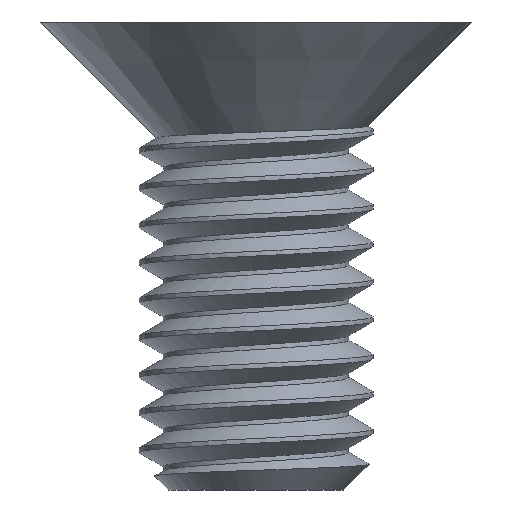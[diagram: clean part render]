
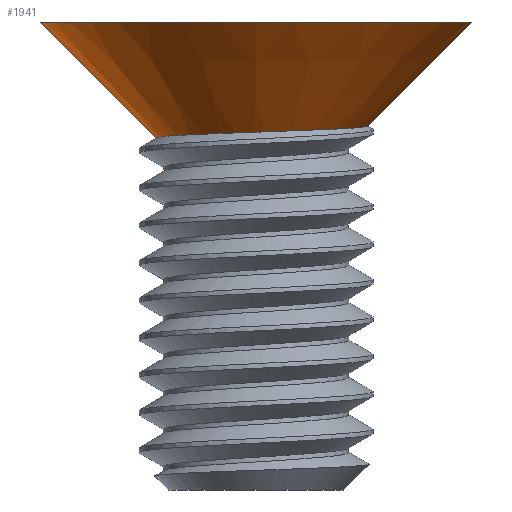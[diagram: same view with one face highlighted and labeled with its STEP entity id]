
A CAD part, left-side view. The second image highlights one B-rep face of the part: STEP entity #1941.
In plain terms, the highlighted conical face has half-angle 45 degrees and reference radius 2.5 mm.
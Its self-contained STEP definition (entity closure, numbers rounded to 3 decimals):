
#1 = CARTESIAN_POINT ( 'NONE',  ( 0., 0., 0.4 ) ) ;
#32 = ORIENTED_EDGE ( 'NONE', *, *, #3493, .F. ) ;
#53 = EDGE_CURVE ( 'NONE', #2562, #2829, #1605, .T. ) ;
#60 = CARTESIAN_POINT ( 'NONE',  ( -2.251, 0.193, 0.14 ) ) ;
#232 = VERTEX_POINT ( 'NONE', #2374 ) ;
#303 = LINE ( 'NONE', #1269, #1706 ) ;
#338 = CARTESIAN_POINT ( 'NONE',  ( -2.013, -1.094, 0.187 ) ) ;
#351 = CARTESIAN_POINT ( 'NONE',  ( -0.585, 2.065, 0.042 ) ) ;
#386 = AXIS2_PLACEMENT_3D ( 'NONE', #1, #2468, #2748 ) ;
#411 = CONICAL_SURFACE ( 'NONE', #386, 2.5, 0.785 ) ;
#462 = CIRCLE ( 'NONE', #2515, 4.6 ) ;
#600 = CARTESIAN_POINT ( 'NONE',  ( -1.003, 1.917, 0.059 ) ) ;
#618 = CARTESIAN_POINT ( 'NONE',  ( -1.942, -1.226, 0.192 ) ) ;
#634 = CARTESIAN_POINT ( 'NONE',  ( -2.194, 0.489, 0.129 ) ) ;
#775 = CARTESIAN_POINT ( 'NONE',  ( 0., 0., 2.5 ) ) ;
#852 = VECTOR ( 'NONE', #2663, 1000. ) ;
#886 = CARTESIAN_POINT ( 'NONE',  ( -1.795, 1.273, 0.096 ) ) ;
#899 = CARTESIAN_POINT ( 'NONE',  ( -2.127, -0.823, 0.176 ) ) ;
#910 = CARTESIAN_POINT ( 'NONE',  ( -0.147, -2.368, 0.268 ) ) ;
#925 = CARTESIAN_POINT ( 'NONE',  ( -2.23, -0.395, 0.16 ) ) ;
#994 = CARTESIAN_POINT ( 'NONE',  ( 0., -2.5, 0.4 ) ) ;
#1135 = CARTESIAN_POINT ( 'NONE',  ( 0., 4.6, 2.5 ) ) ;
#1171 = CARTESIAN_POINT ( 'NONE',  ( -1.133, 1.85, 0.064 ) ) ;
#1186 = CARTESIAN_POINT ( 'NONE',  ( -0.72, -2.24, 0.248 ) ) ;
#1221 = CARTESIAN_POINT ( 'NONE',  ( 0., -4.6, 2.5 ) ) ;
#1251 = FACE_OUTER_BOUND ( 'NONE', #2012, .T. ) ;
#1269 = CARTESIAN_POINT ( 'NONE',  ( 0., 2.5, 0.4 ) ) ;
#1393 = ORIENTED_EDGE ( 'NONE', *, *, #1834, .F. ) ;
#1459 = CARTESIAN_POINT ( 'NONE',  ( -0.147, 2.125, 0.025 ) ) ;
#1494 = CARTESIAN_POINT ( 'NONE',  ( -1.378, 1.689, 0.075 ) ) ;
#1577 = B_SPLINE_CURVE_WITH_KNOTS ( 'NONE', 3,
 ( #2020, #1459, #2560, #351, #2882, #600, #1171, #1494, #1760, #2305, #886, #2283, #3117, #634, #60, #2611, #925, #2849, #899, #338, #618, #2596, #2321, #2856, #2585, #1186, #3144, #3419, #910, #1749 ),
 .UNSPECIFIED., .F., .F.,
 ( 4, 2, 2, 2, 2, 2, 2, 2, 2, 2, 2, 2, 2, 2, 4 ),
 ( 0.001, 0.001, 0.001, 0.002, 0.002, 0.003, 0.003, 0.004, 0.004, 0.005, 0.005, 0.006, 0.007, 0.007, 0.008 ),
 .UNSPECIFIED. ) ;
#1605 = LINE ( 'NONE', #994, #852 ) ;
#1664 = CARTESIAN_POINT ( 'NONE',  ( 0., -2.373, 0.273 ) ) ;
#1672 = ORIENTED_EDGE ( 'NONE', *, *, #53, .T. ) ;
#1706 = VECTOR ( 'NONE', #3234, 1000. ) ;
#1749 = CARTESIAN_POINT ( 'NONE',  ( 0., -2.373, 0.273 ) ) ;
#1760 = CARTESIAN_POINT ( 'NONE',  ( -1.494, 1.595, 0.08 ) ) ;
#1834 = EDGE_CURVE ( 'NONE', #3201, #2829, #462, .T. ) ;
#1899 = DIRECTION ( 'NONE',  ( 0., 0., 1. ) ) ;
#1941 = ADVANCED_FACE ( 'NONE', ( #1251 ), #411, .T. ) ;
#2012 = EDGE_LOOP ( 'NONE', ( #32, #3335, #1672, #1393 ) ) ;
#2020 = CARTESIAN_POINT ( 'NONE',  ( 0., 2.12, 0.02 ) ) ;
#2283 = CARTESIAN_POINT ( 'NONE',  ( -1.959, 1.028, 0.107 ) ) ;
#2305 = CARTESIAN_POINT ( 'NONE',  ( -1.703, 1.387, 0.091 ) ) ;
#2321 = CARTESIAN_POINT ( 'NONE',  ( -1.686, -1.582, 0.207 ) ) ;
#2374 = CARTESIAN_POINT ( 'NONE',  ( 0., 2.12, 0.02 ) ) ;
#2441 = DIRECTION ( 'NONE',  ( 0., -1., 0. ) ) ;
#2468 = DIRECTION ( 'NONE',  ( 0., 0., 1. ) ) ;
#2515 = AXIS2_PLACEMENT_3D ( 'NONE', #775, #1899, #2441 ) ;
#2560 = CARTESIAN_POINT ( 'NONE',  ( -0.296, 2.115, 0.031 ) ) ;
#2562 = VERTEX_POINT ( 'NONE', #1664 ) ;
#2585 = CARTESIAN_POINT ( 'NONE',  ( -1.127, -2.063, 0.233 ) ) ;
#2596 = CARTESIAN_POINT ( 'NONE',  ( -1.779, -1.469, 0.202 ) ) ;
#2611 = CARTESIAN_POINT ( 'NONE',  ( -2.246, -0.247, 0.155 ) ) ;
#2663 = DIRECTION ( 'NONE',  ( 0., -0.707, 0.707 ) ) ;
#2729 = EDGE_CURVE ( 'NONE', #232, #2562, #1577, .T. ) ;
#2748 = DIRECTION ( 'NONE',  ( 0., -1., 0. ) ) ;
#2829 = VERTEX_POINT ( 'NONE', #1221 ) ;
#2849 = CARTESIAN_POINT ( 'NONE',  ( -2.171, -0.683, 0.171 ) ) ;
#2856 = CARTESIAN_POINT ( 'NONE',  ( -1.373, -1.896, 0.222 ) ) ;
#2882 = CARTESIAN_POINT ( 'NONE',  ( -0.727, 2.026, 0.047 ) ) ;
#3117 = CARTESIAN_POINT ( 'NONE',  ( -2.028, 0.896, 0.113 ) ) ;
#3144 = CARTESIAN_POINT ( 'NONE',  ( -0.581, -2.285, 0.253 ) ) ;
#3201 = VERTEX_POINT ( 'NONE', #1135 ) ;
#3234 = DIRECTION ( 'NONE',  ( 0., 0.707, 0.707 ) ) ;
#3335 = ORIENTED_EDGE ( 'NONE', *, *, #2729, .T. ) ;
#3419 = CARTESIAN_POINT ( 'NONE',  ( -0.295, -2.35, 0.263 ) ) ;
#3493 = EDGE_CURVE ( 'NONE', #232, #3201, #303, .T. ) ;
